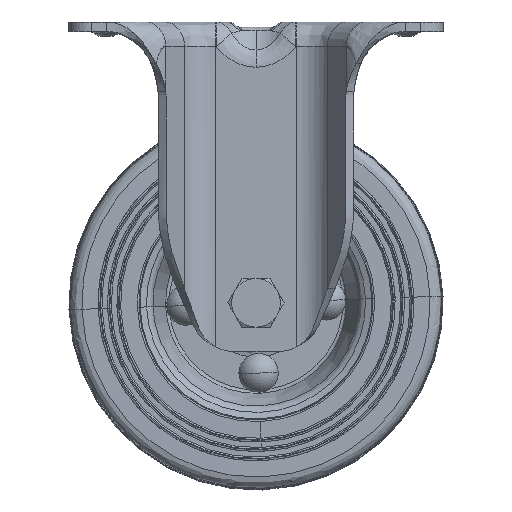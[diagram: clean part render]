
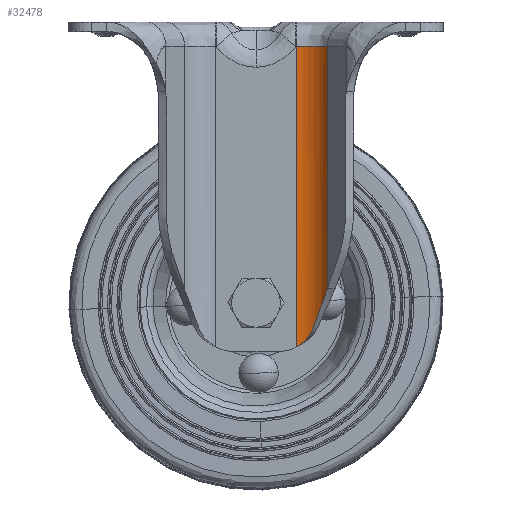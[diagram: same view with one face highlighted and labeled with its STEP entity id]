
A CAD part, top view. The second image highlights one B-rep face of the part: STEP entity #32478.
In plain terms, the highlighted cylindrical face has radius 10 mm (diameter 20 mm), a partial arc.
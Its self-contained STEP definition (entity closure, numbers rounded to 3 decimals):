
#1122 = ORIENTED_EDGE ( 'NONE', *, *, #14075, .F. ) ;
#2625 = CARTESIAN_POINT ( 'NONE',  ( 18.608, -72.598, 27.187 ) ) ;
#3055 = CARTESIAN_POINT ( 'NONE',  ( 19.089, -71.275, 27.843 ) ) ;
#3083 = VERTEX_POINT ( 'NONE', #33617 ) ;
#3671 = VECTOR ( 'NONE', #12399, 1000. ) ;
#4293 = EDGE_LOOP ( 'NONE', ( #8658, #16182, #1122, #21675 ) ) ;
#5640 = CARTESIAN_POINT ( 'NONE',  ( 18.114, -73.954, 26.624 ) ) ;
#5860 = CARTESIAN_POINT ( 'NONE',  ( 18.851, -71.93, 27.495 ) ) ;
#6189 = DIRECTION ( 'NONE',  ( 0., -1., 0. ) ) ;
#6517 = CARTESIAN_POINT ( 'NONE',  ( 17.864, -74.642, 26.371 ) ) ;
#8658 = ORIENTED_EDGE ( 'NONE', *, *, #16592, .F. ) ;
#9293 = CARTESIAN_POINT ( 'NONE',  ( 13.994, -84.02, 24.006 ) ) ;
#9720 = CARTESIAN_POINT ( 'NONE',  ( 12.144, -85.926, 23.568 ) ) ;
#12228 = DIRECTION ( 'NONE',  ( -0.034, 0., -0.999 ) ) ;
#12399 = DIRECTION ( 'NONE',  ( 0., -1., 0. ) ) ;
#12515 = CARTESIAN_POINT ( 'NONE',  ( 10.843, -86.749, 23.5 ) ) ;
#12956 = CARTESIAN_POINT ( 'NONE',  ( 15.552, -81.004, 24.677 ) ) ;
#14075 = EDGE_CURVE ( 'NONE', #3083, #14509, #41151, .T. ) ;
#14509 = VERTEX_POINT ( 'NONE', #38885 ) ;
#15480 = LINE ( 'NONE', #39232, #39761 ) ;
#16182 = ORIENTED_EDGE ( 'NONE', *, *, #34715, .F. ) ;
#16214 = CARTESIAN_POINT ( 'NONE',  ( 16.588, -78.148, 25.308 ) ) ;
#16443 = CARTESIAN_POINT ( 'NONE',  ( 16.33, -78.858, 25.134 ) ) ;
#16592 = EDGE_CURVE ( 'NONE', #39363, #36654, #37974, .T. ) ;
#18728 = FACE_OUTER_BOUND ( 'NONE', #4293, .T. ) ;
#18834 = CARTESIAN_POINT ( 'NONE',  ( 15.809, -80.285, 24.819 ) ) ;
#19692 = CARTESIAN_POINT ( 'NONE',  ( 13.761, -84.317, 23.932 ) ) ;
#20683 = EDGE_CURVE ( 'NONE', #36654, #3083, #42894, .T. ) ;
#21675 = ORIENTED_EDGE ( 'NONE', *, *, #20683, .F. ) ;
#22538 = CARTESIAN_POINT ( 'NONE',  ( 11.525, -86.371, 23.5 ) ) ;
#22770 = CARTESIAN_POINT ( 'NONE',  ( 17.102, -76.735, 25.694 ) ) ;
#25268 = CYLINDRICAL_SURFACE ( 'NONE', #32996, 10. ) ;
#26255 = CARTESIAN_POINT ( 'NONE',  ( 15.138, -82.072, 24.468 ) ) ;
#28777 = DIRECTION ( 'NONE',  ( 0., 1., 0. ) ) ;
#29004 = CARTESIAN_POINT ( 'NONE',  ( 10.844, -6.5, 33.5 ) ) ;
#29077 = CARTESIAN_POINT ( 'NONE',  ( 14.424, -83.402, 24.16 ) ) ;
#29513 = CARTESIAN_POINT ( 'NONE',  ( 15.939, -79.928, 24.894 ) ) ;
#32125 = CARTESIAN_POINT ( 'NONE',  ( 14.979, -82.419, 24.393 ) ) ;
#32239 = CARTESIAN_POINT ( 'NONE',  ( 19.089, 0., 27.843 ) ) ;
#32414 = AXIS2_PLACEMENT_3D ( 'NONE', #29004, #41841, #12228 ) ;
#32478 = ADVANCED_FACE ( 'NONE', ( #18728 ), #25268, .F. ) ;
#32996 = AXIS2_PLACEMENT_3D ( 'NONE', #36822, #6189, #39444 ) ;
#33005 = CARTESIAN_POINT ( 'NONE',  ( 13.258, -84.89, 23.792 ) ) ;
#33617 = CARTESIAN_POINT ( 'NONE',  ( 19.089, -71.275, 27.843 ) ) ;
#34715 = EDGE_CURVE ( 'NONE', #14509, #39363, #15480, .T. ) ;
#35463 = CARTESIAN_POINT ( 'NONE',  ( 10.844, -6.5, 23.5 ) ) ;
#36274 = CARTESIAN_POINT ( 'NONE',  ( 15.423, -81.363, 24.609 ) ) ;
#36654 = VERTEX_POINT ( 'NONE', #38567 ) ;
#36822 = CARTESIAN_POINT ( 'NONE',  ( 10.844, 0., 33.5 ) ) ;
#37974 = CIRCLE ( 'NONE', #32414, 10. ) ;
#38567 = CARTESIAN_POINT ( 'NONE',  ( 19.089, -6.5, 27.843 ) ) ;
#38885 = CARTESIAN_POINT ( 'NONE',  ( 10.843, -86.749, 23.5 ) ) ;
#39232 = CARTESIAN_POINT ( 'NONE',  ( 10.843, 0., 23.5 ) ) ;
#39363 = VERTEX_POINT ( 'NONE', #35463 ) ;
#39444 = DIRECTION ( 'NONE',  ( 1., 0., 0. ) ) ;
#39533 = CARTESIAN_POINT ( 'NONE',  ( 14.621, -83.083, 24.239 ) ) ;
#39761 = VECTOR ( 'NONE', #28777, 1000. ) ;
#41151 = B_SPLINE_CURVE_WITH_KNOTS ( 'NONE', 3,
 ( #3055, #5860, #2625, #5640, #6517, #42129, #22770, #16214, #16443, #29513, #18834, #12956, #36274, #26255, #32125, #39533, #29077, #9293, #19692, #33005, #42340, #9720, #22538, #12515 ),
 .UNSPECIFIED., .F., .F.,
 ( 4, 2, 2, 2, 2, 2, 2, 2, 2, 2, 2, 4 ),
 ( 0., 0.002, 0.005, 0.007, 0.009, 0.01, 0.012, 0.013, 0.014, 0.015, 0.016, 0.019 ),
 .UNSPECIFIED. ) ;
#41841 = DIRECTION ( 'NONE',  ( 0., -1., 0. ) ) ;
#42129 = CARTESIAN_POINT ( 'NONE',  ( 17.358, -76.032, 25.906 ) ) ;
#42340 = CARTESIAN_POINT ( 'NONE',  ( 12.989, -85.162, 23.729 ) ) ;
#42894 = LINE ( 'NONE', #32239, #3671 ) ;
